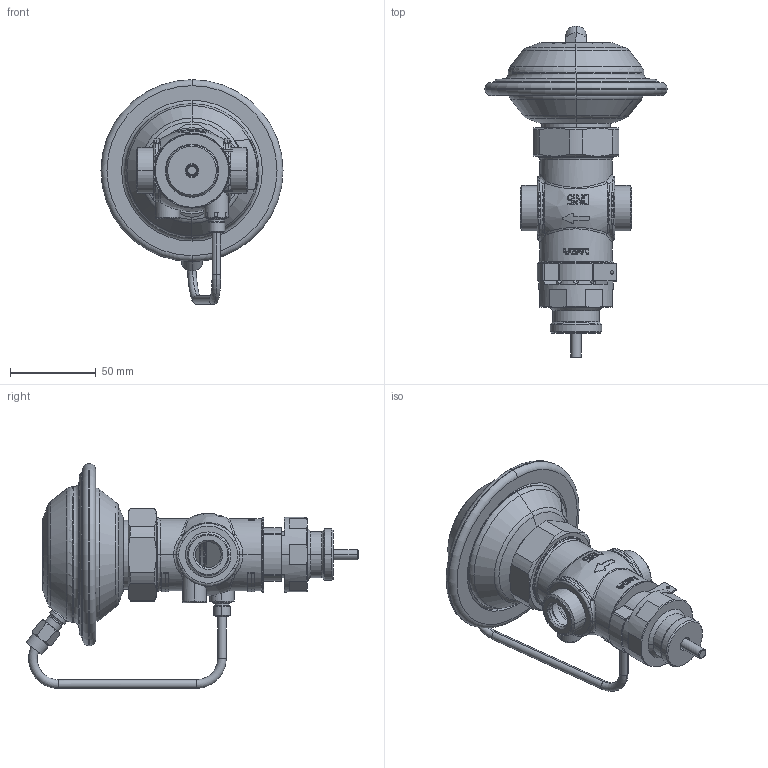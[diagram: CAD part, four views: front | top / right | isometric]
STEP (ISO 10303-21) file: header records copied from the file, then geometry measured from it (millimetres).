
FILE_DESCRIPTION((''),'2;1');
FILE_NAME('003H6733_AVQM_PN16_ASM','2015-02-20T',('u317927'),('Danfoss'),'PRO/ENGINEER BY PARAMETRIC TECHNOLOGY CORPORATION, 2014000','PRO/ENGINEER BY PARAMETRIC TECHNOLOGY CORPORATION, 2014000','');
FILE_SCHEMA(('CONFIG_CONTROL_DESIGN'));
Length unit declared in the file: millimetre
Products named in the file (28): 8882894_1; 8882932_ASM_1_ASM; 8883846_ASM_1; 8880074_1; 8883511_1; 8883516_ASM_1_ASM; 8880082_ASM_1; 8880067_ASM_1_ASM; 8880075_1; 8880076_1; 8890090_1; 8880066_ASM_1_ASM; 8883515_ASM_1_ASM; 8882056_1; 5211513_1; 8881022_1; 8883525_1; 8882966_1; 8882970_1; 8882969_1; 8882971_ASM_1; 8882958_ASM_1_ASM; 5191725_1; 8883524_1; 8880284_1; 8883503_1; 003H6733_ASM_1_ASM; 003H6733_AVQM_PN16_ASM
Assembly tree (28 placements, depth 5):
  003H6733_AVQM_PN16_ASM
    003H6733_ASM_1_ASM
      8882932_ASM_1_ASM
        8882894_1
      8883846_ASM_1
      8883515_ASM_1_ASM
        8883516_ASM_1_ASM
          8880074_1
          8883511_1
        8880067_ASM_1_ASM
          8880082_ASM_1
        8880066_ASM_1_ASM
          8880075_1
          8880076_1
          8890090_1
      8882056_1
      5211513_1  x2
      8881022_1
      8883525_1
      8882958_ASM_1_ASM
        8882966_1
        8882970_1
        8882969_1
        8882971_ASM_1
      5191725_1
      8883524_1
      8880284_1
      8883503_1
Bounding box: 106 x 193.32 x 130.85 mm (x, y, z)
Volume: 166494.6 mm3; surface area: 134322.7 mm2
Topology: 18 solids, 36 shells, 1300 faces, 3347 edges, 2142 vertices
Faces by surface type: plane 554, cylinder 350, cone 168, torus 134, bspline 86, sphere 8
Entity records: 45130 total; most frequent: CARTESIAN_POINT 14305, ORIENTED_EDGE 6462, DIRECTION 6245, EDGE_CURVE 3279, AXIS2_PLACEMENT_3D 2593, VERTEX_POINT 2114, EDGE_LOOP 1399, CIRCLE 1305
